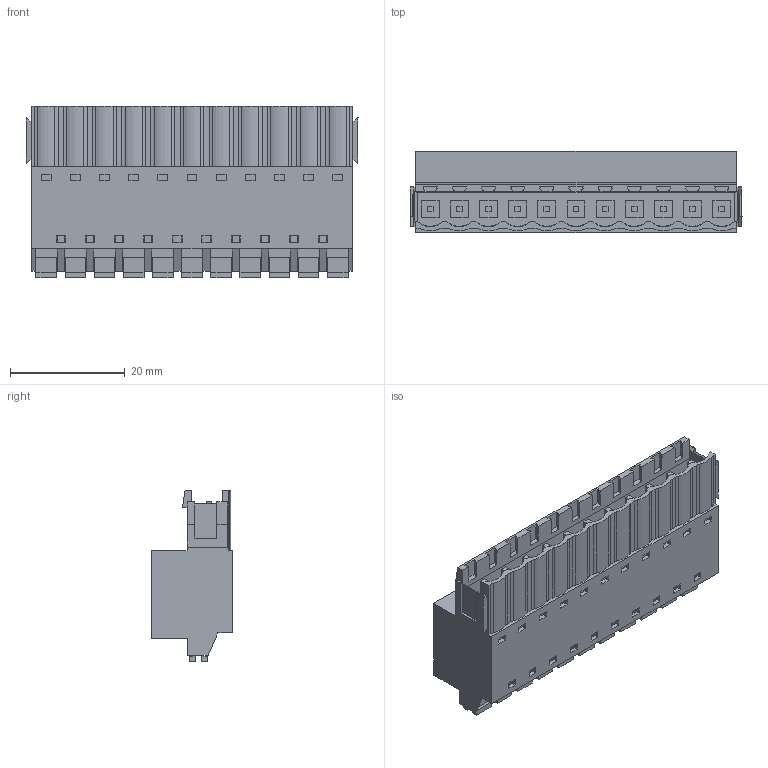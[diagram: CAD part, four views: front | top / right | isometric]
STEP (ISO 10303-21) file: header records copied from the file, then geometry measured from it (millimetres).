
FILE_DESCRIPTION(('CATIA V5 STEP Exchange','CAx-IF Rec.Pracs.--- Model Styling and Organization---1.4--- 2014-01-23'),'2;1');
FILE_NAME ('D1532864_0_1335540000_1335540000.stp','2022-05-18T10:01:41+00:00',('none'),('Weidmueller'),'CATIA Version 5-6 Release 2016 SP3 HF44','CATIA V5 STEP AP214','none');
FILE_SCHEMA(('AUTOMOTIVE_DESIGN { 1 0 10303 214 1 1 1 1 }'));
Length unit declared in the file: millimetre
Products named in the file (1): 1335540000
Bounding box: 57.83 x 14.2 x 29.93 mm (x, y, z)
Volume: 12364 mm3; surface area: 11031.4 mm2
Topology: 23 solids, 23 shells, 1099 faces, 2898 edges, 1898 vertices
Faces by surface type: plane 978, cylinder 99, extrusion 22
Entity records: 32004 total; most frequent: CARTESIAN_POINT 6771, ORIENTED_EDGE 5796, DIRECTION 4032, EDGE_CURVE 2898, VECTOR 2687, LINE 2665, VERTEX_POINT 1898, EDGE_LOOP 1214
